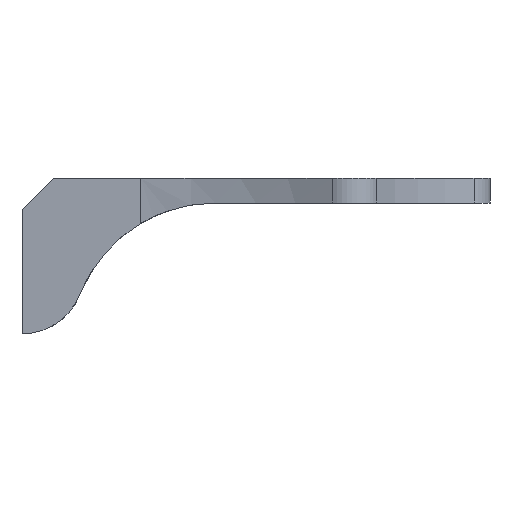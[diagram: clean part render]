
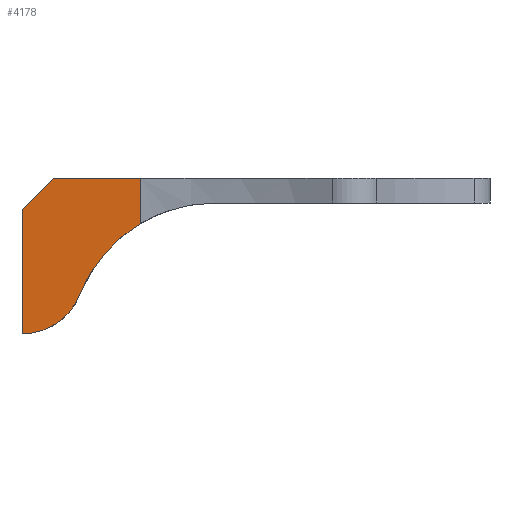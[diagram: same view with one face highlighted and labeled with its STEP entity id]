
A CAD part, left-side view. The second image highlights one B-rep face of the part: STEP entity #4178.
In plain terms, the highlighted planar face has unit normal (-0.996, 0.087, 0).
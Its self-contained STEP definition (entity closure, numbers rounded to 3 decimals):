
#32 = CYLINDRICAL_SURFACE('',#33,23.381);
#33 = AXIS2_PLACEMENT_3D('',#34,#35,#36);
#34 = CARTESIAN_POINT('',(-23.,-31.,-27.381));
#35 = DIRECTION('',(-1.,0.,0.));
#36 = DIRECTION('',(0.,1.,0.));
#57 = VERTEX_POINT('',#58);
#58 = CARTESIAN_POINT('',(-11.666,-19.048,-7.286)
  );
#352 = CYLINDRICAL_SURFACE('',#353,70.);
#353 = AXIS2_PLACEMENT_3D('',#354,#355,#356);
#354 = CARTESIAN_POINT('',(-81.4,-12.947,
    0.));
#355 = DIRECTION('',(0.,0.,1.));
#356 = DIRECTION('',(0.,-1.,0.));
#504 = EDGE_CURVE('',#57,#505,#507,.T.);
#505 = VERTEX_POINT('',#506);
#506 = CARTESIAN_POINT('',(-10.812,-9.287,
    -18.709));
#507 = SURFACE_CURVE('',#508,(#513,#526),.PCURVE_S1.);
#508 = ELLIPSE('',#509,23.47,23.381);
#509 = AXIS2_PLACEMENT_3D('',#510,#511,#512);
#510 = CARTESIAN_POINT('',(-12.712,-31.,
    -27.381));
#511 = DIRECTION('',(-0.996,0.087,
    0.));
#512 = DIRECTION('',(-0.087,-0.996,
    0.));
#513 = PCURVE('',#32,#514);
#514 = DEFINITIONAL_REPRESENTATION('',(#515),#525);
#515 = B_SPLINE_CURVE_WITH_KNOTS('',8,(#516,#517,#518,#519,#520,#521,
    #522,#523,#524),.UNSPECIFIED.,.F.,.F.,(9,9),(2.015,
    2.762),.PIECEWISE_BEZIER_KNOTS.);
#516 = CARTESIAN_POINT('',(-1.127,-11.167));
#517 = CARTESIAN_POINT('',(-1.033,-11.339));
#518 = CARTESIAN_POINT('',(-0.94,-11.503));
#519 = CARTESIAN_POINT('',(-0.847,-11.656));
#520 = CARTESIAN_POINT('',(-0.753,-11.795));
#521 = CARTESIAN_POINT('',(-0.66,-11.919));
#522 = CARTESIAN_POINT('',(-0.567,-12.027));
#523 = CARTESIAN_POINT('',(-0.473,-12.117));
#524 = CARTESIAN_POINT('',(-0.38,-12.188));
#525 = ( GEOMETRIC_REPRESENTATION_CONTEXT(2) 
PARAMETRIC_REPRESENTATION_CONTEXT() REPRESENTATION_CONTEXT('2D SPACE',''
  ) );
#526 = PCURVE('',#527,#532);
#527 = PLANE('',#528);
#528 = AXIS2_PLACEMENT_3D('',#529,#530,#531);
#529 = CARTESIAN_POINT('',(-10.,0.,0.));
#530 = DIRECTION('',(-0.996,0.087,
    0.));
#531 = DIRECTION('',(-0.087,-0.996,
    0.));
#532 = DEFINITIONAL_REPRESENTATION('',(#533),#537);
#533 = ELLIPSE('',#534,23.47,23.381);
#534 = AXIS2_PLACEMENT_2D('',#535,#536);
#535 = CARTESIAN_POINT('',(31.118,-27.381));
#536 = DIRECTION('',(1.,0.));
#537 = ( GEOMETRIC_REPRESENTATION_CONTEXT(2) 
PARAMETRIC_REPRESENTATION_CONTEXT() REPRESENTATION_CONTEXT('2D SPACE',''
  ) );
#555 = CYLINDRICAL_SURFACE('',#556,10.);
#556 = AXIS2_PLACEMENT_3D('',#557,#558,#559);
#557 = CARTESIAN_POINT('',(-23.,0.,-15.));
#558 = DIRECTION('',(-1.,0.,0.));
#559 = DIRECTION('',(0.,1.,0.));
#2826 = PLANE('',#2827);
#2827 = AXIS2_PLACEMENT_3D('',#2828,#2829,#2830);
#2828 = CARTESIAN_POINT('',(-23.,-76.,0.));
#2829 = DIRECTION('',(0.,0.,1.));
#2830 = DIRECTION('',(0.,1.,0.));
#2956 = PLANE('',#2957);
#2957 = AXIS2_PLACEMENT_3D('',#2958,#2959,#2960);
#2958 = CARTESIAN_POINT('',(-23.,0.,-5.));
#2959 = DIRECTION('',(0.,1.,0.));
#2960 = DIRECTION('',(0.,0.,-1.));
#2981 = PLANE('',#2982);
#2982 = AXIS2_PLACEMENT_3D('',#2983,#2984,#2985);
#2983 = CARTESIAN_POINT('',(-23.,-5.,0.));
#2984 = DIRECTION('',(0.,0.707,0.707)
  );
#2985 = DIRECTION('',(0.,0.707,-0.707)
  );
#2996 = VERTEX_POINT('',#2997);
#2997 = CARTESIAN_POINT('',(-10.,0.,-25.));
#3018 = EDGE_CURVE('',#2996,#505,#3019,.T.);
#3019 = SURFACE_CURVE('',#3020,(#3025,#3038),.PCURVE_S1.);
#3020 = ELLIPSE('',#3021,10.038,10.);
#3021 = AXIS2_PLACEMENT_3D('',#3022,#3023,#3024);
#3022 = CARTESIAN_POINT('',(-10.,0.,-15.));
#3023 = DIRECTION('',(-0.996,0.087,
    0.));
#3024 = DIRECTION('',(-0.087,-0.996,
    0.));
#3025 = PCURVE('',#555,#3026);
#3026 = DEFINITIONAL_REPRESENTATION('',(#3027),#3037);
#3027 = B_SPLINE_CURVE_WITH_KNOTS('',8,(#3028,#3029,#3030,#3031,#3032,
    #3033,#3034,#3035,#3036),.UNSPECIFIED.,.F.,.F.,(9,9),(4.712
    ,5.903),.PIECEWISE_BEZIER_KNOTS.);
#3028 = CARTESIAN_POINT('',(-4.712,-13.));
#3029 = CARTESIAN_POINT('',(-4.564,-12.87));
#3030 = CARTESIAN_POINT('',(-4.415,-12.74));
#3031 = CARTESIAN_POINT('',(-4.266,-12.614));
#3032 = CARTESIAN_POINT('',(-4.117,-12.497));
#3033 = CARTESIAN_POINT('',(-3.968,-12.393));
#3034 = CARTESIAN_POINT('',(-3.819,-12.305));
#3035 = CARTESIAN_POINT('',(-3.67,-12.236));
#3036 = CARTESIAN_POINT('',(-3.522,-12.188));
#3037 = ( GEOMETRIC_REPRESENTATION_CONTEXT(2) 
PARAMETRIC_REPRESENTATION_CONTEXT() REPRESENTATION_CONTEXT('2D SPACE',''
  ) );
#3038 = PCURVE('',#527,#3039);
#3039 = DEFINITIONAL_REPRESENTATION('',(#3040),#3044);
#3040 = ELLIPSE('',#3041,10.038,10.);
#3041 = AXIS2_PLACEMENT_2D('',#3042,#3043);
#3042 = CARTESIAN_POINT('',(0.,-15.));
#3043 = DIRECTION('',(1.,0.));
#3044 = ( GEOMETRIC_REPRESENTATION_CONTEXT(2) 
PARAMETRIC_REPRESENTATION_CONTEXT() REPRESENTATION_CONTEXT('2D SPACE',''
  ) );
#4178 = ADVANCED_FACE('',(#4179),#527,.T.);
#4179 = FACE_BOUND('',#4180,.T.);
#4180 = EDGE_LOOP('',(#4181,#4204,#4225,#4226,#4227,#4250));
#4181 = ORIENTED_EDGE('',*,*,#4182,.F.);
#4182 = EDGE_CURVE('',#4183,#4185,#4187,.T.);
#4183 = VERTEX_POINT('',#4184);
#4184 = CARTESIAN_POINT('',(-10.,0.,-5.));
#4185 = VERTEX_POINT('',#4186);
#4186 = CARTESIAN_POINT('',(-10.437,-5.,0.));
#4187 = SURFACE_CURVE('',#4188,(#4192,#4198),.PCURVE_S1.);
#4188 = LINE('',#4189,#4190);
#4189 = CARTESIAN_POINT('',(-10.352,-4.019,
    -0.981));
#4190 = VECTOR('',#4191,1.);
#4191 = DIRECTION('',(-0.062,-0.706,0.706
    ));
#4192 = PCURVE('',#527,#4193);
#4193 = DEFINITIONAL_REPRESENTATION('',(#4194),#4197);
#4194 = B_SPLINE_CURVE_WITH_KNOTS('',1,(#4195,#4196),.UNSPECIFIED.,.F.,
  .F.,(2,2),(-6.403,2.099),.PIECEWISE_BEZIER_KNOTS.);
#4195 = CARTESIAN_POINT('',(-0.502,-5.5));
#4196 = CARTESIAN_POINT('',(5.521,0.5));
#4197 = ( GEOMETRIC_REPRESENTATION_CONTEXT(2) 
PARAMETRIC_REPRESENTATION_CONTEXT() REPRESENTATION_CONTEXT('2D SPACE',''
  ) );
#4198 = PCURVE('',#2981,#4199);
#4199 = DEFINITIONAL_REPRESENTATION('',(#4200),#4203);
#4200 = B_SPLINE_CURVE_WITH_KNOTS('',1,(#4201,#4202),.UNSPECIFIED.,.F.,
  .F.,(2,2),(-6.403,2.099),.PIECEWISE_BEZIER_KNOTS.);
#4201 = CARTESIAN_POINT('',(7.778,-13.044));
#4202 = CARTESIAN_POINT('',(-0.707,-12.519));
#4203 = ( GEOMETRIC_REPRESENTATION_CONTEXT(2) 
PARAMETRIC_REPRESENTATION_CONTEXT() REPRESENTATION_CONTEXT('2D SPACE',''
  ) );
#4204 = ORIENTED_EDGE('',*,*,#4205,.T.);
#4205 = EDGE_CURVE('',#4183,#2996,#4206,.T.);
#4206 = SURFACE_CURVE('',#4207,(#4211,#4218),.PCURVE_S1.);
#4207 = LINE('',#4208,#4209);
#4208 = CARTESIAN_POINT('',(-10.,0.,0.)
  );
#4209 = VECTOR('',#4210,1.);
#4210 = DIRECTION('',(0.,0.,-1.));
#4211 = PCURVE('',#527,#4212);
#4212 = DEFINITIONAL_REPRESENTATION('',(#4213),#4217);
#4213 = LINE('',#4214,#4215);
#4214 = CARTESIAN_POINT('',(0.,0.));
#4215 = VECTOR('',#4216,1.);
#4216 = DIRECTION('',(0.,-1.));
#4217 = ( GEOMETRIC_REPRESENTATION_CONTEXT(2) 
PARAMETRIC_REPRESENTATION_CONTEXT() REPRESENTATION_CONTEXT('2D SPACE',''
  ) );
#4218 = PCURVE('',#2956,#4219);
#4219 = DEFINITIONAL_REPRESENTATION('',(#4220),#4224);
#4220 = LINE('',#4221,#4222);
#4221 = CARTESIAN_POINT('',(-5.,-13.));
#4222 = VECTOR('',#4223,1.);
#4223 = DIRECTION('',(1.,0.));
#4224 = ( GEOMETRIC_REPRESENTATION_CONTEXT(2) 
PARAMETRIC_REPRESENTATION_CONTEXT() REPRESENTATION_CONTEXT('2D SPACE',''
  ) );
#4225 = ORIENTED_EDGE('',*,*,#3018,.T.);
#4226 = ORIENTED_EDGE('',*,*,#504,.F.);
#4227 = ORIENTED_EDGE('',*,*,#4228,.F.);
#4228 = EDGE_CURVE('',#4229,#57,#4231,.T.);
#4229 = VERTEX_POINT('',#4230);
#4230 = CARTESIAN_POINT('',(-11.666,-19.048,
    0.));
#4231 = SURFACE_CURVE('',#4232,(#4236,#4243),.PCURVE_S1.);
#4232 = LINE('',#4233,#4234);
#4233 = CARTESIAN_POINT('',(-11.666,-19.048,
    0.));
#4234 = VECTOR('',#4235,1.);
#4235 = DIRECTION('',(0.,0.,-1.));
#4236 = PCURVE('',#527,#4237);
#4237 = DEFINITIONAL_REPRESENTATION('',(#4238),#4242);
#4238 = LINE('',#4239,#4240);
#4239 = CARTESIAN_POINT('',(19.12,0.));
#4240 = VECTOR('',#4241,1.);
#4241 = DIRECTION('',(0.,-1.));
#4242 = ( GEOMETRIC_REPRESENTATION_CONTEXT(2) 
PARAMETRIC_REPRESENTATION_CONTEXT() REPRESENTATION_CONTEXT('2D SPACE',''
  ) );
#4243 = PCURVE('',#352,#4244);
#4244 = DEFINITIONAL_REPRESENTATION('',(#4245),#4249);
#4245 = LINE('',#4246,#4247);
#4246 = CARTESIAN_POINT('',(1.484,0.));
#4247 = VECTOR('',#4248,1.);
#4248 = DIRECTION('',(0.,-1.));
#4249 = ( GEOMETRIC_REPRESENTATION_CONTEXT(2) 
PARAMETRIC_REPRESENTATION_CONTEXT() REPRESENTATION_CONTEXT('2D SPACE',''
  ) );
#4250 = ORIENTED_EDGE('',*,*,#4251,.F.);
#4251 = EDGE_CURVE('',#4185,#4229,#4252,.T.);
#4252 = SURFACE_CURVE('',#4253,(#4257,#4264),.PCURVE_S1.);
#4253 = LINE('',#4254,#4255);
#4254 = CARTESIAN_POINT('',(-10.,0.,0.)
  );
#4255 = VECTOR('',#4256,1.);
#4256 = DIRECTION('',(-0.087,-0.996,
    0.));
#4257 = PCURVE('',#527,#4258);
#4258 = DEFINITIONAL_REPRESENTATION('',(#4259),#4263);
#4259 = LINE('',#4260,#4261);
#4260 = CARTESIAN_POINT('',(-0.,0.));
#4261 = VECTOR('',#4262,1.);
#4262 = DIRECTION('',(1.,0.));
#4263 = ( GEOMETRIC_REPRESENTATION_CONTEXT(2) 
PARAMETRIC_REPRESENTATION_CONTEXT() REPRESENTATION_CONTEXT('2D SPACE',''
  ) );
#4264 = PCURVE('',#2826,#4265);
#4265 = DEFINITIONAL_REPRESENTATION('',(#4266),#4270);
#4266 = LINE('',#4267,#4268);
#4267 = CARTESIAN_POINT('',(76.,-13.));
#4268 = VECTOR('',#4269,1.);
#4269 = DIRECTION('',(-0.996,0.087));
#4270 = ( GEOMETRIC_REPRESENTATION_CONTEXT(2) 
PARAMETRIC_REPRESENTATION_CONTEXT() REPRESENTATION_CONTEXT('2D SPACE',''
  ) );
